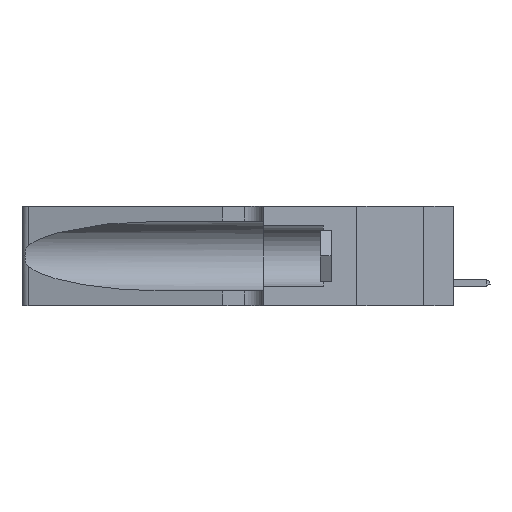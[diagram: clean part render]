
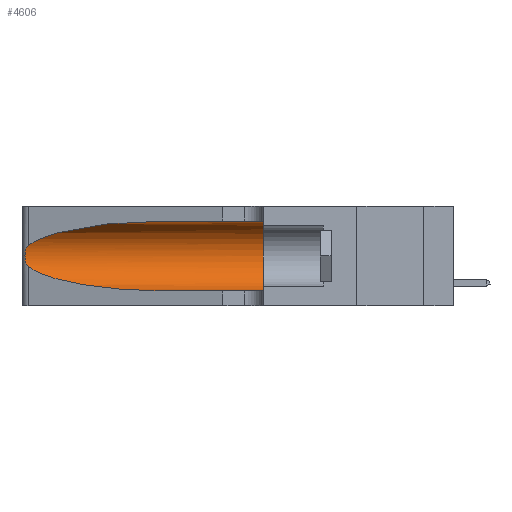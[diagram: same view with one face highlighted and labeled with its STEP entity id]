
A CAD part, left-side view. The second image highlights one B-rep face of the part: STEP entity #4606.
In plain terms, the highlighted cylindrical face has radius 3.308 mm (diameter 6.617 mm), a partial arc.
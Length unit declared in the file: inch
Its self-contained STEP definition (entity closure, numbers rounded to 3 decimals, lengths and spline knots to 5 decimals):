
#322 =( BOUNDED_CURVE ( )  B_SPLINE_CURVE ( 3, ( #29072, #19732, #3234, #8819 ),
 .UNSPECIFIED., .F., .T. ) 
 B_SPLINE_CURVE_WITH_KNOTS ( ( 4, 4 ),
 ( 1.5708, 2.84003 ),
 .UNSPECIFIED. ) 
 CURVE ( )  GEOMETRIC_REPRESENTATION_ITEM ( )  RATIONAL_B_SPLINE_CURVE ( ( 1., 0.87, 0.87, 1. ) ) 
 REPRESENTATION_ITEM ( '' )  );
#349 = CARTESIAN_POINT ( 'NONE',  ( 0.25487, 1.22718, 0.22369 ) ) ;
#937 = EDGE_CURVE ( 'NONE', #36014, #14302, #8184, .T. ) ;
#3117 = CARTESIAN_POINT ( 'NONE',  ( 0.2373, 1.15595, 0.08982 ) ) ;
#3234 = CARTESIAN_POINT ( 'NONE',  ( 0.2373, 1.15595, 0.28018 ) ) ;
#3744 = CARTESIAN_POINT ( 'NONE',  ( 0.25854, 1.2359, 0.20912 ) ) ;
#3886 = CARTESIAN_POINT ( 'NONE',  ( 0.25639, 1.23186, 0.15144 ) ) ;
#4606 = ADVANCED_FACE ( 'NONE', ( #16622 ), #15570, .F. ) ;
#4907 = B_SPLINE_CURVE_WITH_KNOTS ( 'NONE', 3,
 ( #349, #23736, #34078, #6990, #3744, #20705, #40455, #6867, #13737, #30677, #7122, #3886, #23603, #30819 ),
 .UNSPECIFIED., .F., .F.,
 ( 4, 2, 2, 2, 2, 2, 4 ),
 ( 0., 0.00027, 0.00053, 0.00107, 0.0016, 0.00187, 0.00214 ),
 .UNSPECIFIED. ) ;
#4985 = EDGE_CURVE ( 'NONE', #9402, #15673, #322, .T. ) ;
#5710 = EDGE_CURVE ( 'NONE', #34666, #20251, #29876, .T. ) ;
#6306 = CARTESIAN_POINT ( 'NONE',  ( 0.25487, 1.22718, 0.22369 ) ) ;
#6818 = EDGE_CURVE ( 'NONE', #15673, #36014, #4907, .T. ) ;
#6867 = CARTESIAN_POINT ( 'NONE',  ( 0.26075, 1.23896, 0.178 ) ) ;
#6990 = CARTESIAN_POINT ( 'NONE',  ( 0.25787, 1.23484, 0.2124 ) ) ;
#7122 = CARTESIAN_POINT ( 'NONE',  ( 0.25789, 1.23486, 0.15765 ) ) ;
#8184 =( BOUNDED_CURVE ( )  B_SPLINE_CURVE ( 3, ( #40626, #3117, #23641, #27103 ),
 .UNSPECIFIED., .F., .F. ) 
 B_SPLINE_CURVE_WITH_KNOTS ( ( 4, 4 ),
 ( 3.44316, 4.71239 ),
 .UNSPECIFIED. ) 
 CURVE ( )  GEOMETRIC_REPRESENTATION_ITEM ( )  RATIONAL_B_SPLINE_CURVE ( ( 1., 0.87, 0.87, 1. ) ) 
 REPRESENTATION_ITEM ( '' )  );
#8819 = CARTESIAN_POINT ( 'NONE',  ( 0.25487, 1.22718, 0.22369 ) ) ;
#9402 = VERTEX_POINT ( 'NONE', #24844 ) ;
#9405 = EDGE_CURVE ( 'NONE', #14302, #20251, #39053, .T. ) ;
#11135 = DIRECTION ( 'NONE',  ( 0., -1., 0. ) ) ;
#11227 = EDGE_CURVE ( 'NONE', #9402, #34666, #28278, .T. ) ;
#12133 = CARTESIAN_POINT ( 'NONE',  ( 0.1305, 0.35, 0.31525 ) ) ;
#12153 = ORIENTED_EDGE ( 'NONE', *, *, #6818, .T. ) ;
#12392 = VECTOR ( 'NONE', #20850, 39.37008 ) ;
#13737 = CARTESIAN_POINT ( 'NONE',  ( 0.26017, 1.23833, 0.17102 ) ) ;
#14302 = VERTEX_POINT ( 'NONE', #31617 ) ;
#14458 = CARTESIAN_POINT ( 'NONE',  ( 0.1305, 0.35, 0.05475 ) ) ;
#15570 = CYLINDRICAL_SURFACE ( 'NONE', #39970, 0.13025 ) ;
#15673 = VERTEX_POINT ( 'NONE', #6306 ) ;
#16622 = FACE_OUTER_BOUND ( 'NONE', #43066, .T. ) ;
#18177 = ORIENTED_EDGE ( 'NONE', *, *, #11227, .F. ) ;
#19412 = VECTOR ( 'NONE', #28247, 39.37008 ) ;
#19732 = CARTESIAN_POINT ( 'NONE',  ( 0.18966, 0.96281, 0.31525 ) ) ;
#19993 = ORIENTED_EDGE ( 'NONE', *, *, #937, .T. ) ;
#20251 = VERTEX_POINT ( 'NONE', #14458 ) ;
#20705 = CARTESIAN_POINT ( 'NONE',  ( 0.26018, 1.23835, 0.19895 ) ) ;
#20850 = DIRECTION ( 'NONE',  ( 0., -1., 0. ) ) ;
#21244 = AXIS2_PLACEMENT_3D ( 'NONE', #37531, #40951, #37840 ) ;
#21303 = CARTESIAN_POINT ( 'NONE',  ( 0.1305, 1.61858, 0.31525 ) ) ;
#21590 = CARTESIAN_POINT ( 'NONE',  ( 0.1305, 1.61858, 0.05475 ) ) ;
#22719 = ORIENTED_EDGE ( 'NONE', *, *, #9405, .T. ) ;
#23603 = CARTESIAN_POINT ( 'NONE',  ( 0.25555, 1.22993, 0.14849 ) ) ;
#23641 = CARTESIAN_POINT ( 'NONE',  ( 0.18966, 0.96281, 0.05475 ) ) ;
#23736 = CARTESIAN_POINT ( 'NONE',  ( 0.25555, 1.22994, 0.2215 ) ) ;
#24633 = CARTESIAN_POINT ( 'NONE',  ( 0.1305, 1.61858, 0.185 ) ) ;
#24844 = CARTESIAN_POINT ( 'NONE',  ( 0.1305, 0.72297, 0.31525 ) ) ;
#27103 = CARTESIAN_POINT ( 'NONE',  ( 0.1305, 0.72297, 0.05475 ) ) ;
#28247 = DIRECTION ( 'NONE',  ( 0., -1., 0. ) ) ;
#28278 = LINE ( 'NONE', #21303, #12392 ) ;
#29072 = CARTESIAN_POINT ( 'NONE',  ( 0.1305, 0.72297, 0.31525 ) ) ;
#29876 = CIRCLE ( 'NONE', #21244, 0.13025 ) ;
#30677 = CARTESIAN_POINT ( 'NONE',  ( 0.25856, 1.23593, 0.16098 ) ) ;
#30819 = CARTESIAN_POINT ( 'NONE',  ( 0.25487, 1.22718, 0.14631 ) ) ;
#30847 = ORIENTED_EDGE ( 'NONE', *, *, #4985, .T. ) ;
#31617 = CARTESIAN_POINT ( 'NONE',  ( 0.1305, 0.72297, 0.05475 ) ) ;
#34078 = CARTESIAN_POINT ( 'NONE',  ( 0.25639, 1.23184, 0.21858 ) ) ;
#34666 = VERTEX_POINT ( 'NONE', #12133 ) ;
#36014 = VERTEX_POINT ( 'NONE', #40726 ) ;
#37531 = CARTESIAN_POINT ( 'NONE',  ( 0.1305, 0.35, 0.185 ) ) ;
#37840 = DIRECTION ( 'NONE',  ( 0., 0., 1. ) ) ;
#37932 = DIRECTION ( 'NONE',  ( 0., 0., -1. ) ) ;
#38916 = ORIENTED_EDGE ( 'NONE', *, *, #5710, .F. ) ;
#39053 = LINE ( 'NONE', #21590, #19412 ) ;
#39970 = AXIS2_PLACEMENT_3D ( 'NONE', #24633, #11135, #37932 ) ;
#40455 = CARTESIAN_POINT ( 'NONE',  ( 0.26075, 1.23896, 0.19203 ) ) ;
#40626 = CARTESIAN_POINT ( 'NONE',  ( 0.25487, 1.22718, 0.14631 ) ) ;
#40726 = CARTESIAN_POINT ( 'NONE',  ( 0.25487, 1.22718, 0.14631 ) ) ;
#40951 = DIRECTION ( 'NONE',  ( 0., 1., 0. ) ) ;
#43066 = EDGE_LOOP ( 'NONE', ( #30847, #12153, #19993, #22719, #38916, #18177 ) ) ;
